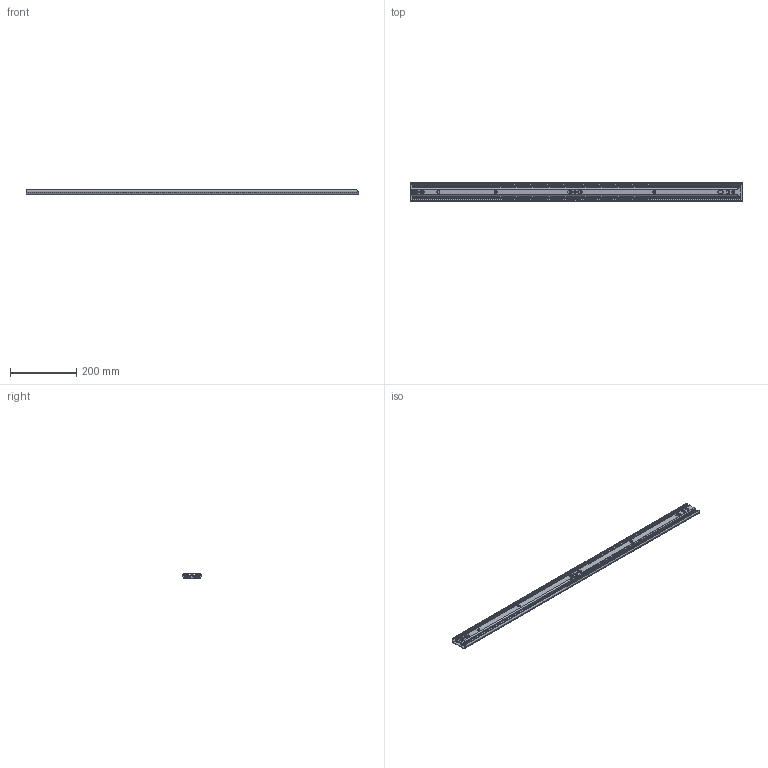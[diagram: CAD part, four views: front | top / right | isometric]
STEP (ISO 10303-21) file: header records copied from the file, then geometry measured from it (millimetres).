
FILE_DESCRIPTION(/* description */ ('ULFHD-D- 1000/1050mm (17.5) Zinc-Magnesium'),/* implementation_level */ '2;1');
FILE_NAME(/* name */ 'M12-AB0_00_closed.stp',/* time_stamp */ '2025-09-08T13:25:45+02:00',/* author */ ('l.hoffmann'),/* organization */ (''),/* preprocessor_version */ 'ST-DEVELOPER v20',/* originating_system */ 'Autodesk Inventor 2022',/* authorisation */ '');
FILE_SCHEMA (('AUTOMOTIVE_DESIGN { 1 0 10303 214 3 1 1 }'));
Products named in the file (14): M12-M19; 511-M12-M19-HMA; 511-M12-M19-HMA_1; E000174099; E000174096; E000174095; 512-M12-M19-UM2; 512-M12-M19-UM2_1; E000174108; E000174086; E000174106; E000174105; 514-M12-M19-MB3; 514-M12-M19-MB3_1
Assembly tree (68 placements, depth 3):
  M12-M19
    511-M12-M19-HMA
      511-M12-M19-HMA_1
    E000174099
      E000174086
      E000174096
      E000174095  x28
    512-M12-M19-UM2
      512-M12-M19-UM2_1
    E000174108
      E000174086
      E000174106
      E000174105  x28
    514-M12-M19-MB3
      514-M12-M19-MB3_1
Bounding box: 1000 x 55.8 x 17.25 mm (x, y, z)
Volume: 361125.8 mm3; surface area: 490001.4 mm2
Topology: 117 solids, 117 shells, 2738 faces, 8181 edges, 5440 vertices
Faces by surface type: plane 1314, cylinder 1236, sphere 112, cone 66, bspline 10
Full cylindrical faces by diameter (mm): 5.56 x56, 6.35 x56, 8 x4, 11 x1
Entity records: 93164 total; most frequent: CARTESIAN_POINT 18457, DIRECTION 15731, ORIENTED_EDGE 15698, EDGE_CURVE 7849, AXIS2_PLACEMENT_3D 5449, VERTEX_POINT 5224, LINE 4833, VECTOR 4833
